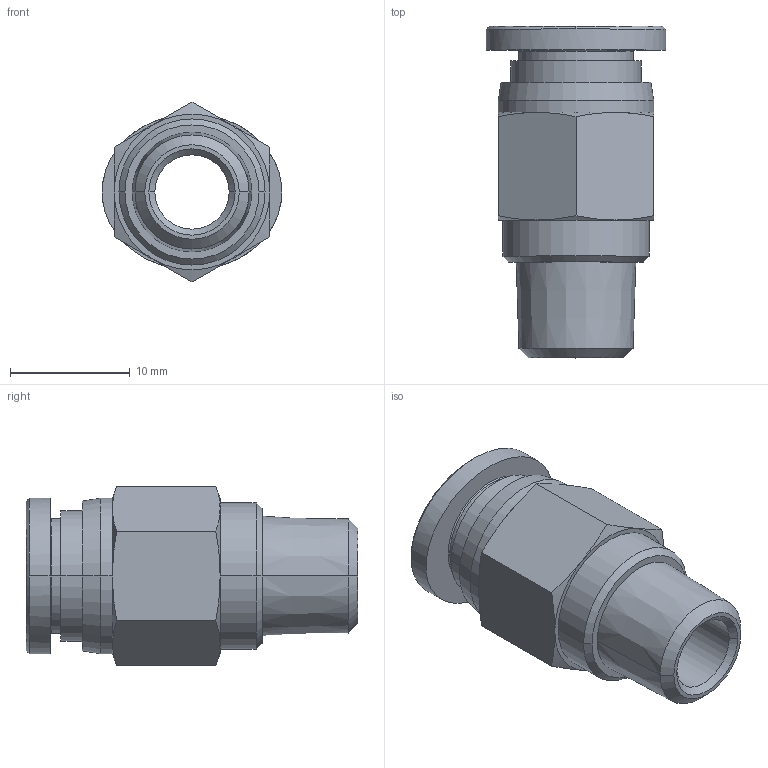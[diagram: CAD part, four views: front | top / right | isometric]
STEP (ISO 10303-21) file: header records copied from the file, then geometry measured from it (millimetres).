
FILE_DESCRIPTION (( 'STEP AP214' ), '1' );
FILE_NAME ('PC08-01.STEP', '2018-09-10T09:07:41', ( '' ), ( '' ), 'SwSTEP 2.0', 'SolidWorks 2018', '' );
FILE_SCHEMA (( 'AUTOMOTIVE_DESIGN' ));
Length unit declared in the file: millimetre
Products named in the file (1): PC08-01
Bounding box: 15 x 27.7 x 15.01 mm (x, y, z)
Surface area: 1919.6 mm2 (no closed solid volume)
Topology: 0 solids, 2 shells, 343 faces, 1163 edges, 772 vertices
Faces by surface type: plane 268, bspline 29, cone 26, cylinder 20
Entity records: 16898 total; most frequent: CARTESIAN_POINT 3499, ORIENTED_EDGE 2022, DIRECTION 1761, EDGE_CURVE 1163, VECTOR 999, LINE 999, VERTEX_POINT 772, AXIS2_PLACEMENT_3D 381
